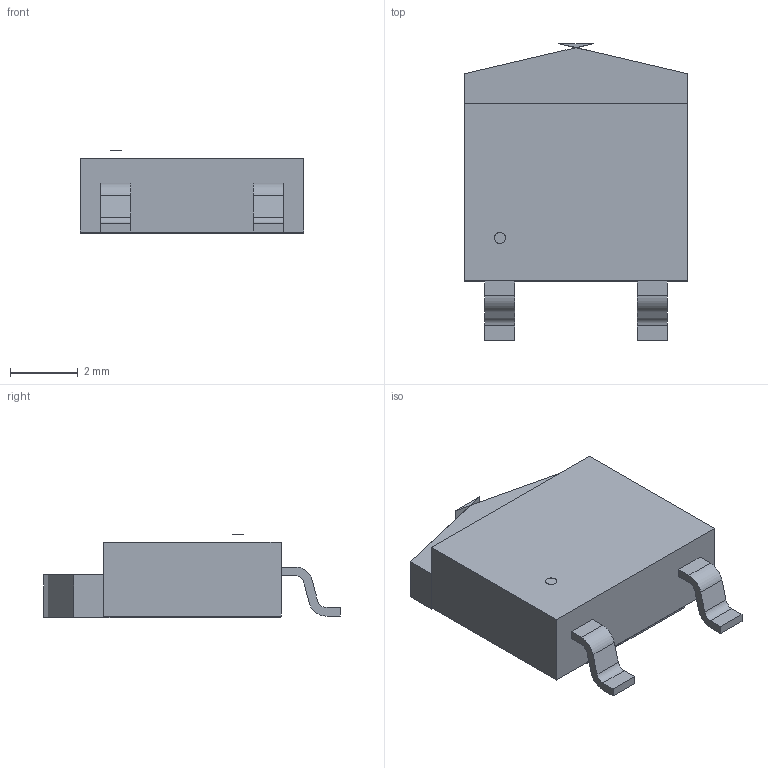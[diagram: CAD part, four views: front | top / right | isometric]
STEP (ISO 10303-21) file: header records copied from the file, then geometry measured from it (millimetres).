
FILE_DESCRIPTION(('STEP AP214'),'1');
FILE_NAME('DPAK-L','2019-04-16T10:48:22',(''),(''),'','','');
FILE_SCHEMA(('AUTOMOTIVE_DESIGN'));
Length unit declared in the file: millimetre
Products named in the file (1): product
Bounding box: 6.6 x 8.77 x 2.47 mm (x, y, z)
Volume: 0 mm3; surface area: 228.6 mm2
Topology: 1 solids, 53 shells, 55 faces, 262 edges, 256 vertices
Faces by surface type: plane 46, cylinder 9
Full cylindrical faces by diameter (mm): 0.33 x1
Entity records: 2862 total; most frequent: CARTESIAN_POINT 563, VERTEX_POINT 506, DIRECTION 398, ORIENTED_EDGE 256, EDGE_CURVE 254, LINE 220, VECTOR 220, AXIS2_PLACEMENT_3D 89
